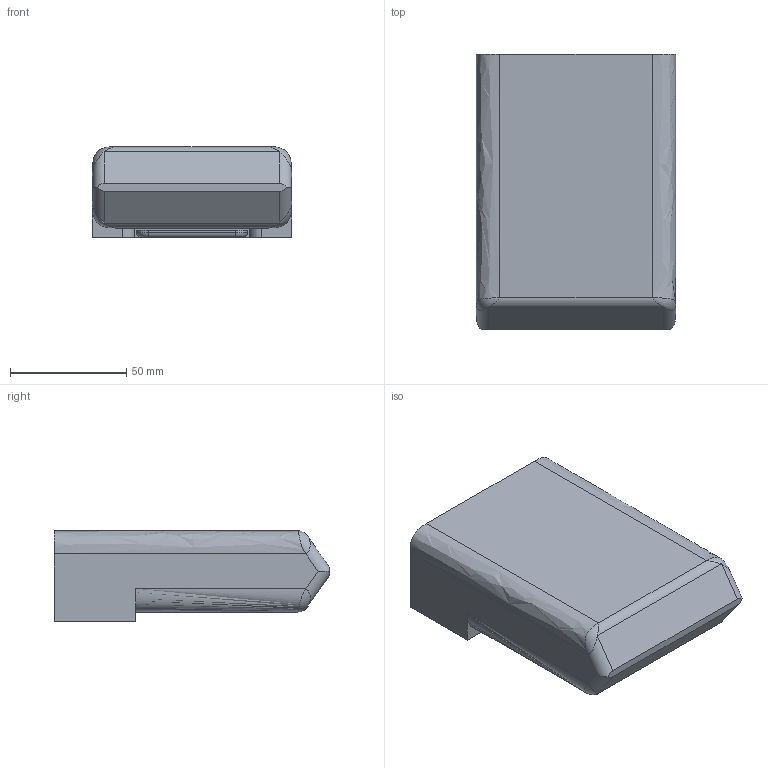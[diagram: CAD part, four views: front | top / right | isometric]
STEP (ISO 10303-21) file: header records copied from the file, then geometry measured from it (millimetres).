
FILE_DESCRIPTION (( 'STEP AP203' ), '1' );
FILE_NAME ('袤晚碟.S', '2026-01-10T03:34:50', ( '' ), ( '' ), 'SwSTEP 2.0', 'SolidWorks 2025', '' );
FILE_SCHEMA (( 'CONFIG_CONTROL_DESIGN' ));
Length unit declared in the file: millimetre
Products named in the file (1): 桌边盒
Bounding box: 85.7 x 118.5 x 39 mm (x, y, z)
Volume: 60167.9 mm3; surface area: 58673.6 mm2
Topology: 1 solids, 1 shells, 61 faces, 166 edges, 104 vertices
Faces by surface type: plane 34, cylinder 13, bspline 12, torus 2
Entity records: 9005 total; most frequent: CARTESIAN_POINT 7550, ORIENTED_EDGE 324, DIRECTION 224, EDGE_CURVE 162, VERTEX_POINT 104, VECTOR 92, LINE 92, AXIS2_PLACEMENT_3D 66
